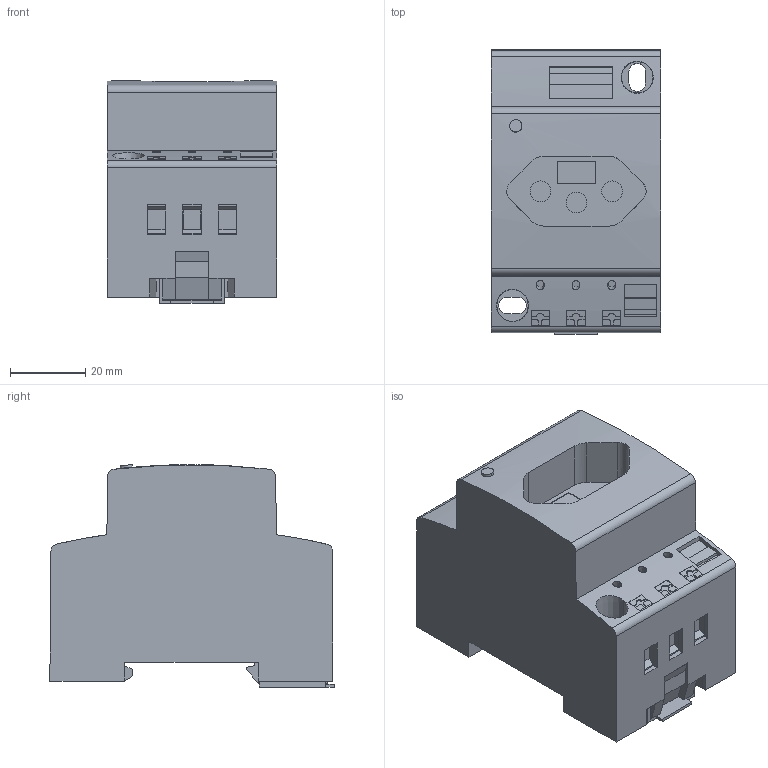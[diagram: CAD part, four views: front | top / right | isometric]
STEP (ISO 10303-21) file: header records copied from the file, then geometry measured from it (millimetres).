
FILE_DESCRIPTION(('Creo Elements/Direct Modeling STEP Export'),'2;1');
FILE_NAME('model.stp','2020-09-04T 0:13:40',(''),(''),'Creo Elements/Direct Modeling STEP processor for AP214 (Solid Model)','Creo Elements/Direct Modeling 20.1A 29-Sep-2018 (C) Parametric Technology GmbH','');
FILE_SCHEMA(('AUTOMOTIVE_DESIGN { 1 0 10303 214 1 1 1 1 }'));
Length unit declared in the file: millimetre
Products named in the file (2): 0804149_EO_N_PT_LED_GN-select
Assembly tree (1 placements, depth 2):
  0804149_EO_N_PT_LED_GN-select
    0804149_EO_N_PT_LED_GN-select
Bounding box: 45 x 75.48 x 59.15 mm (x, y, z)
Volume: 147329.4 mm3; surface area: 23240.2 mm2
Topology: 1 solids, 1 shells, 238 faces, 655 edges, 436 vertices
Faces by surface type: plane 186, cylinder 25, extrusion 23, cone 4
Entity records: 11714 total; most frequent: CARTESIAN_POINT 5271, ORIENTED_EDGE 1310, DIRECTION 1001, EDGE_CURVE 655, VECTOR 511, LINE 487, VERTEX_POINT 436, EDGE_LOOP 261
